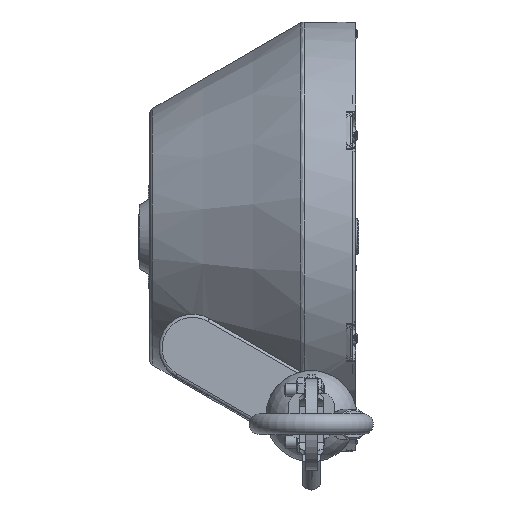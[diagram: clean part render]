
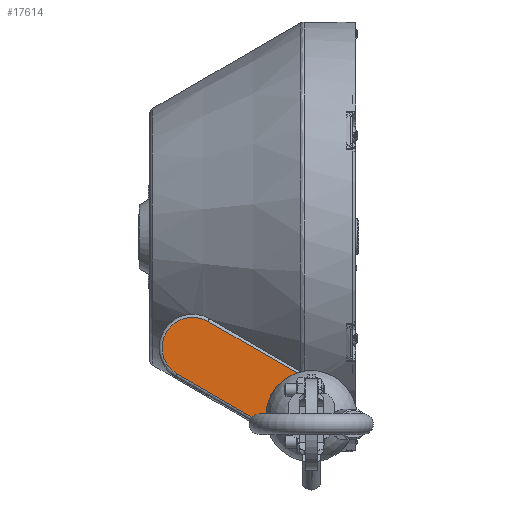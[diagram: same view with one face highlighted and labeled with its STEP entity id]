
A CAD part, top view. The second image highlights one B-rep face of the part: STEP entity #17614.
In plain terms, the highlighted planar face has unit normal (0, 0, 1).
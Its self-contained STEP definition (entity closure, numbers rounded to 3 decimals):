
#384=LINE($,#30783,#1324);
#385=LINE($,#30787,#1325);
#1324=VECTOR($,#22186,45.);
#1325=VECTOR($,#22189,45.);
#2696=PLANE($,#19037);
#3640=FACE_BOUND($,#5211,.T.);
#3641=FACE_BOUND($,#5212,.T.);
#5211=EDGE_LOOP($,(#12976));
#5212=EDGE_LOOP($,(#12977,#12978,#12979,#12980));
#6243=CIRCLE($,#19038,8.086);
#6244=CIRCLE($,#19039,10.);
#6245=CIRCLE($,#19040,10.);
#7559=VERTEX_POINT($,#30779);
#7560=VERTEX_POINT($,#30781);
#7561=VERTEX_POINT($,#30782);
#7562=VERTEX_POINT($,#30784);
#7563=VERTEX_POINT($,#30786);
#9571=EDGE_CURVE($,#7559,#7559,#6243,.T.);
#9572=EDGE_CURVE($,#7560,#7561,#384,.T.);
#9573=EDGE_CURVE($,#7562,#7560,#6244,.T.);
#9574=EDGE_CURVE($,#7563,#7562,#385,.T.);
#9575=EDGE_CURVE($,#7561,#7563,#6245,.T.);
#12976=ORIENTED_EDGE($,*,*,#9571,.F.);
#12977=ORIENTED_EDGE($,*,*,#9572,.F.);
#12978=ORIENTED_EDGE($,*,*,#9573,.F.);
#12979=ORIENTED_EDGE($,*,*,#9574,.F.);
#12980=ORIENTED_EDGE($,*,*,#9575,.F.);
#17614=ADVANCED_FACE($,(#3640,#3641),#2696,.T.);
#19037=AXIS2_PLACEMENT_3D($,#30778,#22182,#22183);
#19038=AXIS2_PLACEMENT_3D($,#30780,#22184,#22185);
#19039=AXIS2_PLACEMENT_3D($,#30785,#22187,#22188);
#19040=AXIS2_PLACEMENT_3D($,#30788,#22190,#22191);
#22182=DIRECTION('center_axis',(0.,0.,1.));
#22183=DIRECTION('ref_axis',(1.,0.,0.));
#22184=DIRECTION('center_axis',(0.,0.,1.));
#22185=DIRECTION('ref_axis',(0.,1.,0.));
#22186=DIRECTION($,(0.866,-0.5,0.));
#22187=DIRECTION('center_axis',(0.,0.,-1.));
#22188=DIRECTION('ref_axis',(-0.866,0.5,0.));
#22189=DIRECTION($,(-0.866,0.5,0.));
#22190=DIRECTION('center_axis',(0.,0.,-1.));
#22191=DIRECTION('ref_axis',(0.866,-0.5,0.));
#30778=CARTESIAN_POINT('Origin',(33.514,-47.75,65.));
#30779=CARTESIAN_POINT('',(53.,-67.086,65.));
#30780=CARTESIAN_POINT('Origin',(53.,-59.,65.));
#30781=CARTESIAN_POINT('',(19.029,-27.84,65.));
#30782=CARTESIAN_POINT('',(58.,-50.34,65.));
#30783=CARTESIAN_POINT($,(48.257,-44.715,65.));
#30784=CARTESIAN_POINT('',(9.029,-45.16,65.));
#30785=CARTESIAN_POINT('Origin',(14.029,-36.5,65.));
#30786=CARTESIAN_POINT('',(48.,-67.66,65.));
#30787=CARTESIAN_POINT($,(18.772,-50.785,65.));
#30788=CARTESIAN_POINT('Origin',(53.,-59.,65.));
